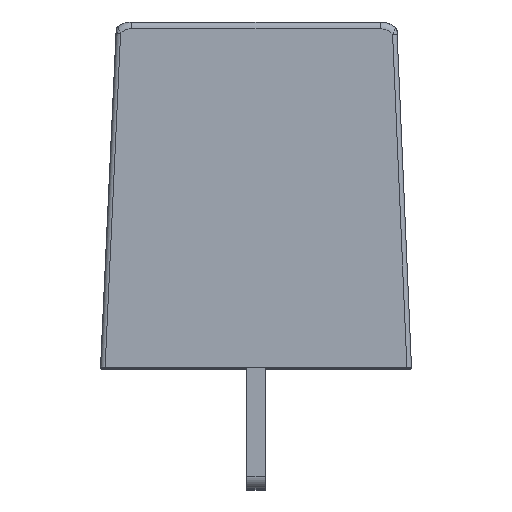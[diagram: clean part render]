
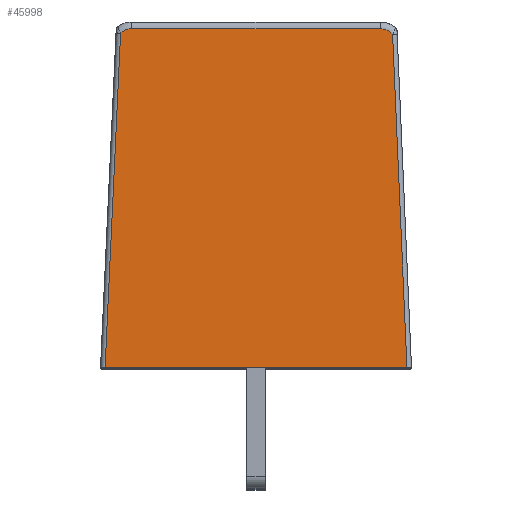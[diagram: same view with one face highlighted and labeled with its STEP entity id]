
A CAD part, top view. The second image highlights one B-rep face of the part: STEP entity #45998.
In plain terms, the highlighted planar face has unit normal (0, 0.01, 1).
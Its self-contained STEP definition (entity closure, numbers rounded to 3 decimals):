
#16333=CARTESIAN_POINT('',(-6.6,0.,
9.2));
#16452=DIRECTION('',(0.046,0.999,-0.01));
#16453=VECTOR('',#16452,14.629);
#16454=CARTESIAN_POINT('',(-6.6,0.,
9.2));
#16455=LINE('',#16454,#16453);
#16456=CARTESIAN_POINT('',(-5.442,14.103,
9.06));
#16457=DIRECTION('',(0.,-0.01,-1.));
#16458=DIRECTION('',(-0.686,0.728,-0.007));
#16459=AXIS2_PLACEMENT_3D('',#16456,#16457,#16458);
#16461=CARTESIAN_POINT('',(5.442,14.103,9.06));
#16462=DIRECTION('',(0.,-0.01,-1.));
#16463=DIRECTION('',(0.,1.,-0.01));
#16464=AXIS2_PLACEMENT_3D('',#16461,#16462,#16463);
#16466=DIRECTION('',(0.043,-0.999,0.01));
#16467=VECTOR('',#16466,14.573);
#16468=CARTESIAN_POINT('',(5.973,14.559,9.055));
#16469=LINE('',#16468,#16467);
#16470=DIRECTION('',(-1.,0.,0.));
#16471=VECTOR('',#16470,13.2);
#16472=CARTESIAN_POINT('',(6.6,0.,
9.2));
#16473=LINE('',#16472,#16471);
#16536=DIRECTION('',(-1.,0.,0.));
#16537=VECTOR('',#16536,10.884);
#16538=CARTESIAN_POINT('',(5.442,14.803,9.053));
#16539=LINE('',#16538,#16537);
#18469=VERTEX_POINT('',#16333);
#18471=CARTESIAN_POINT('',(6.6,0.,
9.2));
#18472=VERTEX_POINT('',#18471);
#18495=CARTESIAN_POINT('',(-5.922,14.612,
9.055));
#18496=VERTEX_POINT('',#18495);
#18497=CARTESIAN_POINT('',(-5.442,14.803,
9.053));
#18498=VERTEX_POINT('',#18497);
#18499=CARTESIAN_POINT('',(5.442,14.803,9.053));
#18500=CARTESIAN_POINT('',(5.973,14.559,9.055));
#18501=VERTEX_POINT('',#18499);
#18502=VERTEX_POINT('',#18500);
#45982=CARTESIAN_POINT('',(0.,7.401,
9.126));
#45983=DIRECTION('',(0.,0.01,1.));
#45984=DIRECTION('',(-1.,0.,0.));
#45985=AXIS2_PLACEMENT_3D('',#45982,#45983,#45984);
#45986=PLANE('',#45985);
#45987=ORIENTED_EDGE('',*,*,#45709,.T.);
#45989=ORIENTED_EDGE('',*,*,#45988,.T.);
#45991=ORIENTED_EDGE('',*,*,#45990,.F.);
#45993=ORIENTED_EDGE('',*,*,#45992,.T.);
#45994=ORIENTED_EDGE('',*,*,#45974,.T.);
#45995=ORIENTED_EDGE('',*,*,#45684,.T.);
#45996=EDGE_LOOP('',(#45987,#45989,#45991,#45993,#45994,#45995));
#45997=FACE_OUTER_BOUND('',#45996,.F.);
#16460=CIRCLE('',#16459,0.7);
#16465=CIRCLE('',#16464,0.7);
#45684=EDGE_CURVE('',#18472,#18469,#16473,.T.);
#45709=EDGE_CURVE('',#18469,#18496,#16455,.T.);
#45974=EDGE_CURVE('',#18502,#18472,#16469,.T.);
#45988=EDGE_CURVE('',#18496,#18498,#16460,.T.);
#45990=EDGE_CURVE('',#18501,#18498,#16539,.T.);
#45992=EDGE_CURVE('',#18501,#18502,#16465,.T.);
#45998=ADVANCED_FACE('',(#45997),#45986,.T.);
